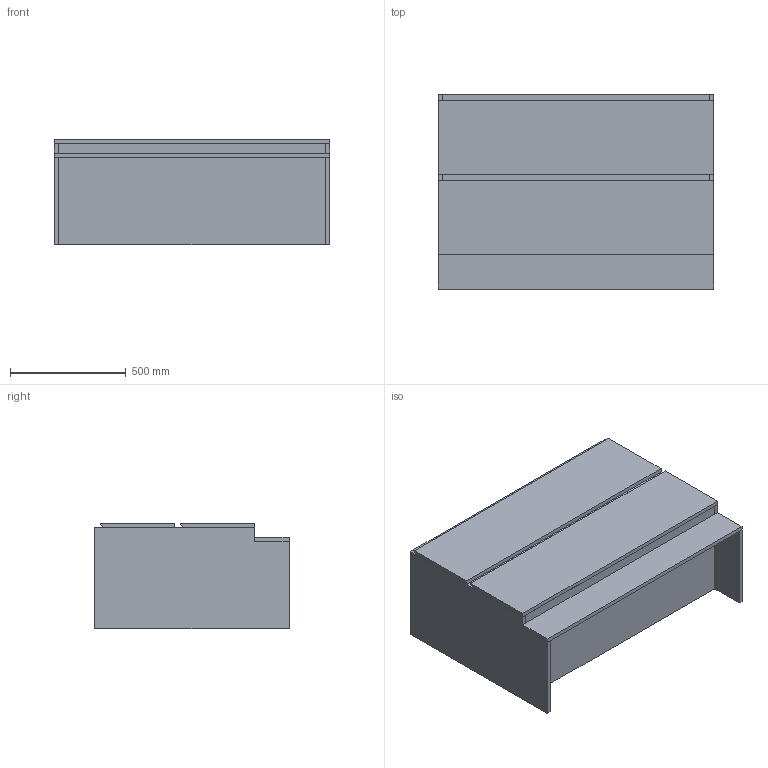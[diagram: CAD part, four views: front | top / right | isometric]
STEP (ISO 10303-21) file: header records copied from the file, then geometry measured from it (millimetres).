
FILE_DESCRIPTION (( 'STEP AP214' ), '1' );
FILE_NAME ('Kado Arc 1200 Kick.STEP', '2022-04-26T05:41:15', ( '' ), ( '' ), 'SwSTEP 2.0', 'SolidWorks 2018', '' );
FILE_SCHEMA (( 'AUTOMOTIVE_DESIGN' ));
Length unit declared in the file: millimetre
Products named in the file (1): Kado Arc 1200 Kick
Bounding box: 1190 x 840 x 455 mm (x, y, z)
Volume: 71680203.9 mm3; surface area: 10231999.9 mm2
Topology: 17 solids, 17 shells, 164 faces, 390 edges, 260 vertices
Faces by surface type: plane 164
Entity records: 6088 total; most frequent: CARTESIAN_POINT 815, ORIENTED_EDGE 780, DIRECTION 720, VECTOR 390, EDGE_CURVE 390, LINE 390, VERTEX_POINT 260, AXIS2_PLACEMENT_3D 165
